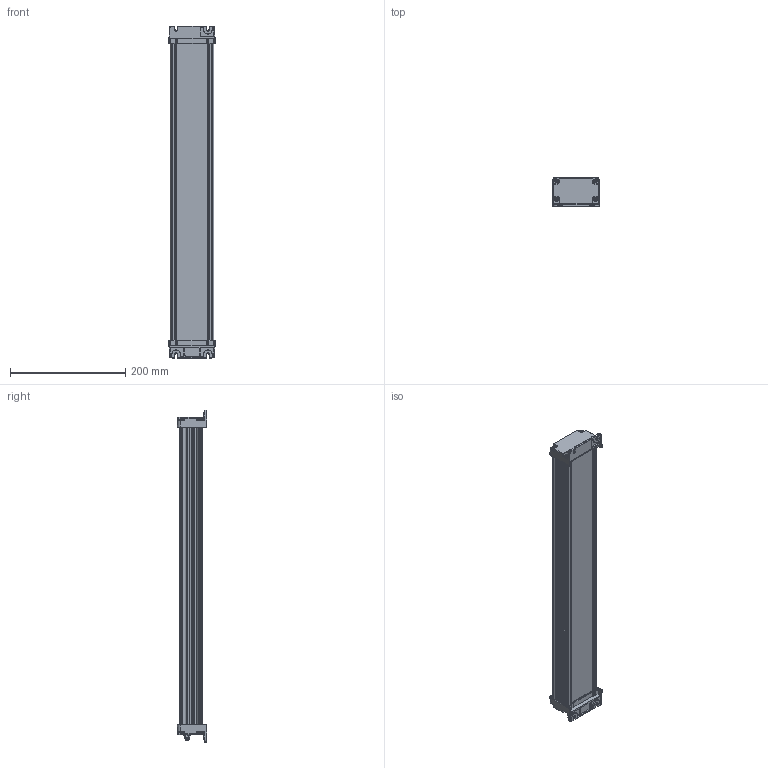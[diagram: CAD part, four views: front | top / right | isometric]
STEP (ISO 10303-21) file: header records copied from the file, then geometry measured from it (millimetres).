
FILE_DESCRIPTION (( 'STEP AP203' ), '1' );
FILE_NAME ('1DC 480-xx.STEP', '2025-04-02T00:37:30', ( '' ), ( '' ), 'SwSTEP 2.0', 'SolidWorks 2017', '' );
FILE_SCHEMA (( 'CONFIG_CONTROL_DESIGN' ));
Length unit declared in the file: millimetre
Products named in the file (1): 1DC 480-xx
Bounding box: 80.73 x 50.76 x 577.06 mm (x, y, z)
Volume: 482251.1 mm3; surface area: 379334.1 mm2
Topology: 19 solids, 19 shells, 1466 faces, 3762 edges, 2344 vertices
Faces by surface type: plane 555, cylinder 547, bspline 198, cone 138, torus 24, sphere 4
Entity records: 52266 total; most frequent: CARTESIAN_POINT 19400, ORIENTED_EDGE 7428, DIRECTION 6061, EDGE_CURVE 3714, VERTEX_POINT 2336, AXIS2_PLACEMENT_3D 2151, VECTOR 1759, LINE 1759
